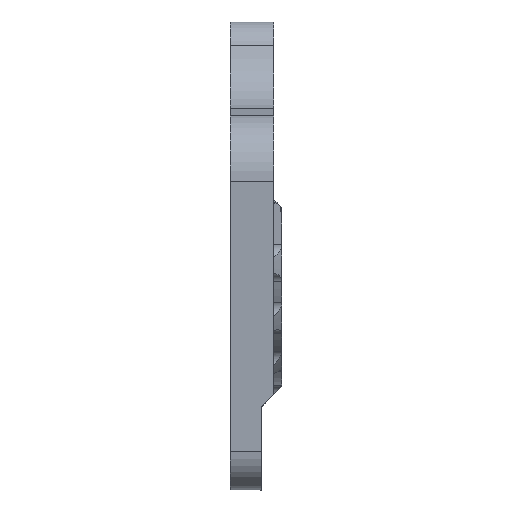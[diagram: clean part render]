
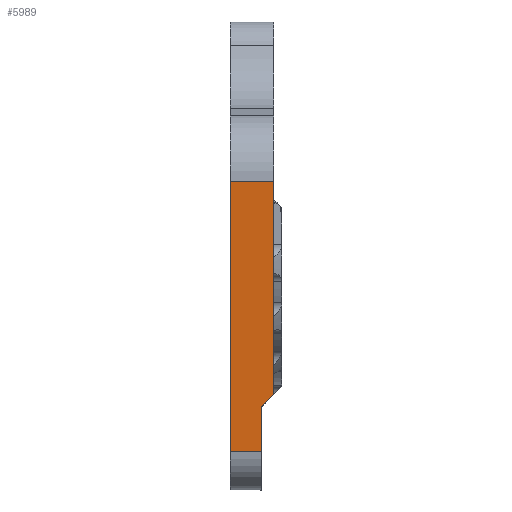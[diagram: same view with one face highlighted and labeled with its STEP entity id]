
A CAD part, left-side view. The second image highlights one B-rep face of the part: STEP entity #5989.
In plain terms, the highlighted planar face has unit normal (-0.997, 0, -0.076).
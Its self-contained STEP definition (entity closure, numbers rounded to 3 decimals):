
#231=PLANE('',#6626);
#460=FACE_OUTER_BOUND('',#823,.T.);
#823=EDGE_LOOP('',(#5194,#5195,#5196,#5197,#5198,#5199));
#1058=LINE('',#8972,#1613);
#1144=LINE('',#9384,#1699);
#1254=LINE('',#9791,#1809);
#1406=LINE('',#10277,#1961);
#1408=LINE('',#10282,#1963);
#1409=LINE('',#10283,#1964);
#1613=VECTOR('',#7097,10.);
#1699=VECTOR('',#7463,10.);
#1809=VECTOR('',#7799,10.);
#1961=VECTOR('',#8239,10.);
#1963=VECTOR('',#8245,10.);
#1964=VECTOR('',#8246,10.);
#2532=VERTEX_POINT('',#8969);
#2533=VERTEX_POINT('',#8971);
#2718=VERTEX_POINT('',#9381);
#2719=VERTEX_POINT('',#9383);
#2856=VERTEX_POINT('',#9788);
#2857=VERTEX_POINT('',#9790);
#3155=EDGE_CURVE('',#2533,#2532,#1058,.T.);
#3365=EDGE_CURVE('',#2718,#2719,#1144,.T.);
#3552=EDGE_CURVE('',#2857,#2856,#1254,.T.);
#3757=EDGE_CURVE('',#2719,#2856,#1406,.T.);
#3760=EDGE_CURVE('',#2718,#2533,#1408,.T.);
#3761=EDGE_CURVE('',#2532,#2857,#1409,.T.);
#5194=ORIENTED_EDGE('',*,*,#3757,.F.);
#5195=ORIENTED_EDGE('',*,*,#3365,.F.);
#5196=ORIENTED_EDGE('',*,*,#3760,.T.);
#5197=ORIENTED_EDGE('',*,*,#3155,.T.);
#5198=ORIENTED_EDGE('',*,*,#3761,.T.);
#5199=ORIENTED_EDGE('',*,*,#3552,.T.);
#5989=ADVANCED_FACE('',(#460),#231,.T.);
#6626=AXIS2_PLACEMENT_3D('',#10281,#8243,#8244);
#7097=DIRECTION('',(0.076,0.,-0.997));
#7463=DIRECTION('',(0.076,0.,-0.997));
#7799=DIRECTION('',(-0.076,0.,0.997));
#8239=DIRECTION('',(0.054,0.706,-0.706));
#8243=DIRECTION('center_axis',(-0.997,0.,-0.076));
#8244=DIRECTION('ref_axis',(-0.076,0.,0.997));
#8245=DIRECTION('',(0.,1.,0.));
#8246=DIRECTION('',(0.,-1.,0.));
#8969=CARTESIAN_POINT('',(-84.263,47.5,9.238));
#8971=CARTESIAN_POINT('',(-89.226,47.5,74.304));
#8972=CARTESIAN_POINT('',(-84.87,47.5,17.196));
#9381=CARTESIAN_POINT('',(-89.226,37.,74.304));
#9383=CARTESIAN_POINT('',(-85.313,37.,23.));
#9384=CARTESIAN_POINT('',(-89.226,37.,74.304));
#9788=CARTESIAN_POINT('',(-85.084,40.,20.));
#9790=CARTESIAN_POINT('',(-84.263,40.,9.238));
#9791=CARTESIAN_POINT('',(-84.352,40.,10.401));
#10277=CARTESIAN_POINT('',(-84.972,41.47,18.53));
#10281=CARTESIAN_POINT('Origin',(-84.87,40.,17.196));
#10282=CARTESIAN_POINT('',(-89.226,40.,74.304));
#10283=CARTESIAN_POINT('',(-84.263,47.5,9.238));
